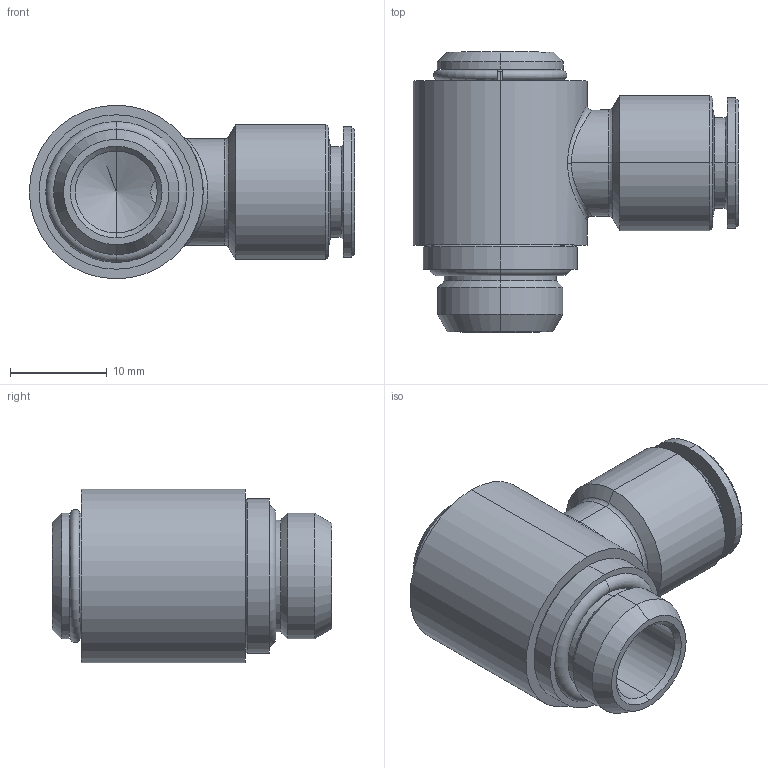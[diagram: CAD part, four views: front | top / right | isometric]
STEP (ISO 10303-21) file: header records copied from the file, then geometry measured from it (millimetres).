
FILE_DESCRIPTION (( 'STEP AP203' ), '1' );
FILE_NAME ('A0080042.STEP', '2009-03-02T10:50:42', ( 'UT1' ), ( '' ), 'SwSTEP 2.0', 'SolidWorks 2009', '' );
FILE_SCHEMA (( 'CONFIG_CONTROL_DESIGN' ));
Length unit declared in the file: millimetre
Products named in the file (1): A0080042
Bounding box: 33.7 x 29 x 18 mm (x, y, z)
Volume: 5873.6 mm3; surface area: 3965 mm2
Topology: 1 solids, 1 shells, 84 faces, 190 edges, 114 vertices
Faces by surface type: cone 30, cylinder 28, plane 19, torus 5, bspline 2
Entity records: 2979 total; most frequent: CARTESIAN_POINT 1009, DIRECTION 424, ORIENTED_EDGE 372, EDGE_CURVE 186, AXIS2_PLACEMENT_3D 175, VERTEX_POINT 114, EDGE_LOOP 96, CIRCLE 92
